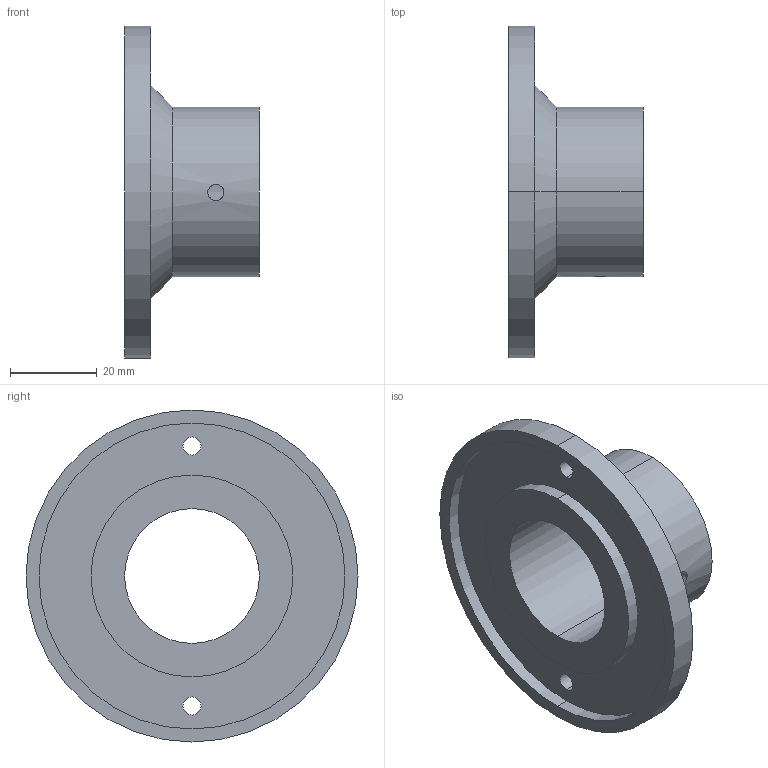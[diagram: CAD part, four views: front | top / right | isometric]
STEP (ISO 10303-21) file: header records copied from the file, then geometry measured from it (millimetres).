
FILE_DESCRIPTION (( 'STEP AP214' ), '1' );
FILE_NAME ('LAB-911-010-110_00.STEP', '2024-09-29T16:50:15', ( '' ), ( '' ), 'SwSTEP 2.0', 'SolidWorks 2022', '' );
FILE_SCHEMA (( 'AUTOMOTIVE_DESIGN' ));
Length unit declared in the file: millimetre
Products named in the file (1): LAB-911-010-110_00
Bounding box: 31 x 76.6 x 76.6 mm (x, y, z)
Volume: 29032 mm3; surface area: 16067.2 mm2
Topology: 1 solids, 1 shells, 23 faces, 52 edges, 34 vertices
Faces by surface type: cylinder 16, plane 5, cone 2
Entity records: 810 total; most frequent: CARTESIAN_POINT 218, DIRECTION 126, ORIENTED_EDGE 104, AXIS2_PLACEMENT_3D 54, EDGE_CURVE 52, VERTEX_POINT 34, EDGE_LOOP 34, CIRCLE 30
